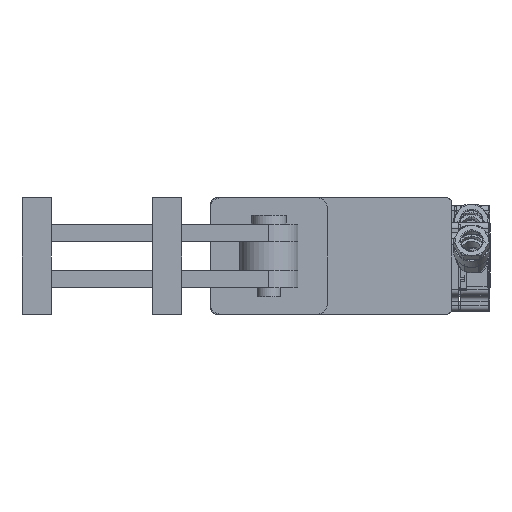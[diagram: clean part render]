
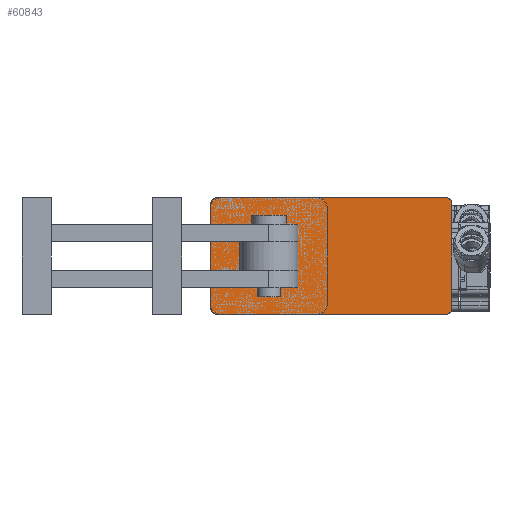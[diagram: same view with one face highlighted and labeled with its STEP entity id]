
A CAD part, front view. The second image highlights one B-rep face of the part: STEP entity #60843.
In plain terms, the highlighted planar face has unit normal (0, -1, 0).
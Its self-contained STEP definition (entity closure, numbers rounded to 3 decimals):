
#2016 = CARTESIAN_POINT ( 'NONE',  ( 39.5, 0., -20. ) ) ;
#2751 = CARTESIAN_POINT ( 'NONE',  ( 39.5, 0., 20. ) ) ;
#2840 = CARTESIAN_POINT ( 'NONE',  ( -39.5, 0., -20. ) ) ;
#3104 = EDGE_CURVE ( 'NONE', #9623, #47521, #16060, .T. ) ;
#4051 = DIRECTION ( 'NONE',  ( 0., 0., -1. ) ) ;
#5627 = EDGE_CURVE ( 'NONE', #47521, #46381, #16471, .T. ) ;
#5889 = ORIENTED_EDGE ( 'NONE', *, *, #47652, .F. ) ;
#5946 = AXIS2_PLACEMENT_3D ( 'NONE', #69348, #25898, #20539 ) ;
#6617 = CARTESIAN_POINT ( 'NONE',  ( -39.5, 0., -18. ) ) ;
#7064 = EDGE_CURVE ( 'NONE', #33438, #13259, #47135, .T. ) ;
#7445 = LINE ( 'NONE', #61625, #43534 ) ;
#8302 = CIRCLE ( 'NONE', #67480, 2. ) ;
#9029 = CARTESIAN_POINT ( 'NONE',  ( 39.5, 0., -18. ) ) ;
#9623 = VERTEX_POINT ( 'NONE', #40007 ) ;
#10253 = CARTESIAN_POINT ( 'NONE',  ( -39.5, 0., 18. ) ) ;
#10685 = VECTOR ( 'NONE', #32561, 1000. ) ;
#11285 = VERTEX_POINT ( 'NONE', #2016 ) ;
#12355 = CARTESIAN_POINT ( 'NONE',  ( 39.5, 0., -18. ) ) ;
#12741 = ORIENTED_EDGE ( 'NONE', *, *, #47685, .F. ) ;
#13259 = VERTEX_POINT ( 'NONE', #36440 ) ;
#14666 = CARTESIAN_POINT ( 'NONE',  ( 41.5, 0., -18. ) ) ;
#16060 = CIRCLE ( 'NONE', #66189, 2. ) ;
#16377 = FACE_OUTER_BOUND ( 'NONE', #29814, .T. ) ;
#16471 = LINE ( 'NONE', #21866, #10685 ) ;
#17384 = VECTOR ( 'NONE', #40150, 1000. ) ;
#19457 = ORIENTED_EDGE ( 'NONE', *, *, #60111, .F. ) ;
#19494 = VERTEX_POINT ( 'NONE', #57656 ) ;
#19841 = DIRECTION ( 'NONE',  ( 0., 0., 1. ) ) ;
#19984 = VECTOR ( 'NONE', #59181, 1000. ) ;
#20539 = DIRECTION ( 'NONE',  ( 0., 0., 1. ) ) ;
#20850 = AXIS2_PLACEMENT_3D ( 'NONE', #9029, #31495, #4051 ) ;
#21215 = VERTEX_POINT ( 'NONE', #2840 ) ;
#21866 = CARTESIAN_POINT ( 'NONE',  ( -39.5, 0., 20. ) ) ;
#23091 = DIRECTION ( 'NONE',  ( 0., -1., 0. ) ) ;
#23446 = DIRECTION ( 'NONE',  ( 0., 0., -1. ) ) ;
#25898 = DIRECTION ( 'NONE',  ( 0., 1., 0. ) ) ;
#26723 = ORIENTED_EDGE ( 'NONE', *, *, #67686, .F. ) ;
#27116 = ORIENTED_EDGE ( 'NONE', *, *, #67161, .F. ) ;
#29814 = EDGE_LOOP ( 'NONE', ( #26723, #63286, #19457, #47466, #32949, #27116, #12741, #5889 ) ) ;
#31495 = DIRECTION ( 'NONE',  ( 0., 1., 0. ) ) ;
#32561 = DIRECTION ( 'NONE',  ( 1., 0., 0. ) ) ;
#32949 = ORIENTED_EDGE ( 'NONE', *, *, #3104, .F. ) ;
#33438 = VERTEX_POINT ( 'NONE', #67722 ) ;
#36440 = CARTESIAN_POINT ( 'NONE',  ( 41.5, 0., -18. ) ) ;
#37039 = DIRECTION ( 'NONE',  ( 0., 0., 1. ) ) ;
#39448 = DIRECTION ( 'NONE',  ( 0., 0., 1. ) ) ;
#40007 = CARTESIAN_POINT ( 'NONE',  ( -41.5, 0., 18. ) ) ;
#40150 = DIRECTION ( 'NONE',  ( -1., 0., 0. ) ) ;
#42027 = DIRECTION ( 'NONE',  ( 0., 1., 0. ) ) ;
#43383 = CARTESIAN_POINT ( 'NONE',  ( -39.5, 0., 20. ) ) ;
#43534 = VECTOR ( 'NONE', #19841, 1000. ) ;
#46381 = VERTEX_POINT ( 'NONE', #2751 ) ;
#47135 = LINE ( 'NONE', #14666, #19984 ) ;
#47466 = ORIENTED_EDGE ( 'NONE', *, *, #5627, .F. ) ;
#47521 = VERTEX_POINT ( 'NONE', #43383 ) ;
#47652 = EDGE_CURVE ( 'NONE', #11285, #21215, #55110, .T. ) ;
#47685 = EDGE_CURVE ( 'NONE', #21215, #19494, #8302, .T. ) ;
#50487 = CARTESIAN_POINT ( 'NONE',  ( -39.5, 0., -20. ) ) ;
#55110 = LINE ( 'NONE', #50487, #17384 ) ;
#56816 = AXIS2_PLACEMENT_3D ( 'NONE', #12355, #23091, #23446 ) ;
#57656 = CARTESIAN_POINT ( 'NONE',  ( -41.5, 0., -18. ) ) ;
#58375 = CIRCLE ( 'NONE', #20850, 2. ) ;
#59181 = DIRECTION ( 'NONE',  ( 0., 0., -1. ) ) ;
#60111 = EDGE_CURVE ( 'NONE', #46381, #33438, #62881, .T. ) ;
#60843 = ADVANCED_FACE ( 'NONE', ( #16377 ), #66543, .T. ) ;
#61625 = CARTESIAN_POINT ( 'NONE',  ( -41.5, 0., -18. ) ) ;
#62211 = DIRECTION ( 'NONE',  ( 0., 1., 0. ) ) ;
#62881 = CIRCLE ( 'NONE', #5946, 2. ) ;
#63286 = ORIENTED_EDGE ( 'NONE', *, *, #7064, .F. ) ;
#66189 = AXIS2_PLACEMENT_3D ( 'NONE', #10253, #42027, #37039 ) ;
#66543 = PLANE ( 'NONE',  #56816 ) ;
#67161 = EDGE_CURVE ( 'NONE', #19494, #9623, #7445, .T. ) ;
#67480 = AXIS2_PLACEMENT_3D ( 'NONE', #6617, #62211, #39448 ) ;
#67686 = EDGE_CURVE ( 'NONE', #13259, #11285, #58375, .T. ) ;
#67722 = CARTESIAN_POINT ( 'NONE',  ( 41.5, 0., 18. ) ) ;
#69348 = CARTESIAN_POINT ( 'NONE',  ( 39.5, 0., 18. ) ) ;
